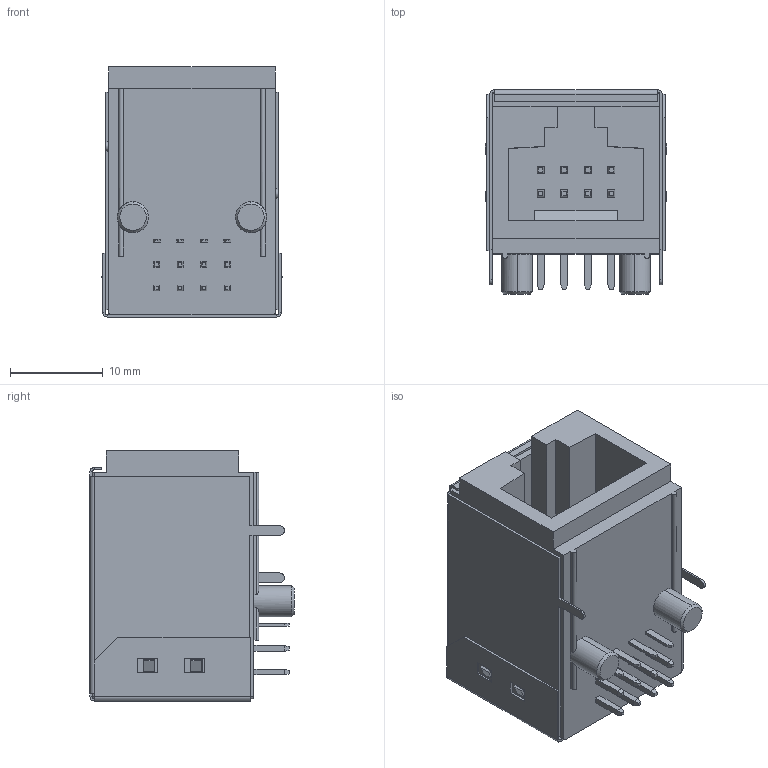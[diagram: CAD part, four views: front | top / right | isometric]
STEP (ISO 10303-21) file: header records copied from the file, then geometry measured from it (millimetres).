
FILE_DESCRIPTION (( 'STEP AP214' ), '1' );
FILE_NAME ('74355-1042LF.STEP', '2023-04-26T11:14:17', ( '' ), ( '' ), 'SwSTEP 2.0', 'SolidWorks 2021', '' );
FILE_SCHEMA (( 'AUTOMOTIVE_DESIGN' ));
Length unit declared in the file: inch
Products named in the file (1): 74355-1042LF
Bounding box: 19.56 x 21.97 x 26.92 mm (x, y, z)
Volume: 6758.8 mm3; surface area: 7374.2 mm2
Topology: 22 solids, 22 shells, 389 faces, 909 edges, 562 vertices
Faces by surface type: plane 332, cylinder 51, cone 4, sphere 2
Entity records: 11290 total; most frequent: CARTESIAN_POINT 2151, ORIENTED_EDGE 1814, DIRECTION 1741, EDGE_CURVE 907, LINE 797, VECTOR 797, VERTEX_POINT 562, AXIS2_PLACEMENT_3D 472
